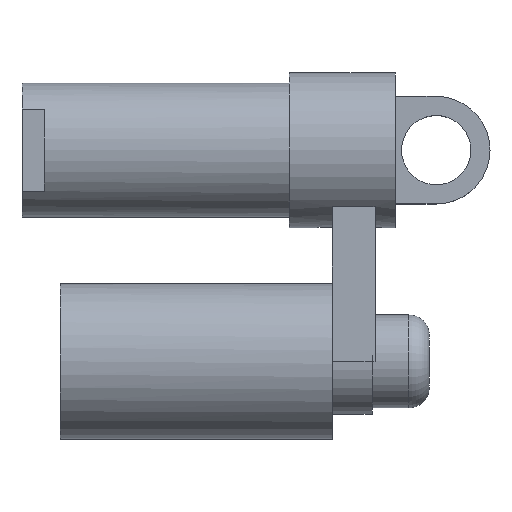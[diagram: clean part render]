
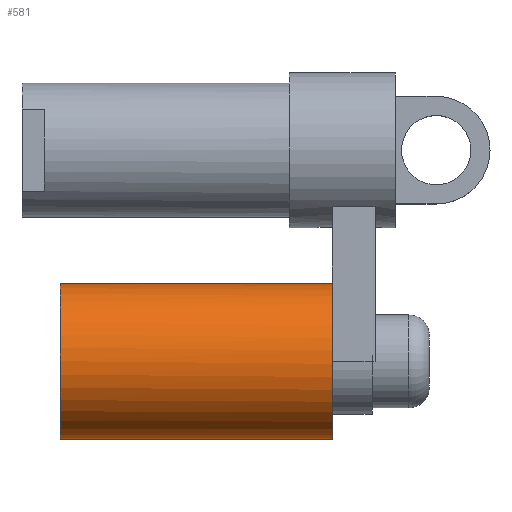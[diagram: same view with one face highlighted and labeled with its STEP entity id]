
A CAD part, top view. The second image highlights one B-rep face of the part: STEP entity #581.
In plain terms, the highlighted cylindrical face has radius 19.1 mm (diameter 38.2 mm), a full revolution.
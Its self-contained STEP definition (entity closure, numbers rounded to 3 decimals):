
#58=FACE_OUTER_BOUND('',#99,.T.);
#99=EDGE_LOOP('',(#431,#432,#433,#434,#435,#436));
#152=LINE('',#972,#192);
#192=VECTOR('',#770,19.1);
#228=CIRCLE('',#647,19.1);
#229=CIRCLE('',#651,19.1);
#230=CIRCLE('',#652,19.1);
#231=CIRCLE('',#653,19.1);
#272=VERTEX_POINT('',#946);
#273=VERTEX_POINT('',#948);
#280=VERTEX_POINT('',#968);
#281=VERTEX_POINT('',#971);
#331=EDGE_CURVE('',#273,#272,#228,.T.);
#340=EDGE_CURVE('',#272,#280,#229,.T.);
#341=EDGE_CURVE('',#280,#273,#230,.T.);
#342=EDGE_CURVE('',#280,#281,#152,.T.);
#343=EDGE_CURVE('',#281,#281,#231,.T.);
#431=ORIENTED_EDGE('',*,*,#340,.F.);
#432=ORIENTED_EDGE('',*,*,#331,.F.);
#433=ORIENTED_EDGE('',*,*,#341,.F.);
#434=ORIENTED_EDGE('',*,*,#342,.T.);
#435=ORIENTED_EDGE('',*,*,#343,.T.);
#436=ORIENTED_EDGE('',*,*,#342,.F.);
#563=CYLINDRICAL_SURFACE('',#650,19.1);
#581=ADVANCED_FACE('',(#58),#563,.T.);
#647=AXIS2_PLACEMENT_3D('',#950,#750,#751);
#650=AXIS2_PLACEMENT_3D('',#967,#764,#765);
#651=AXIS2_PLACEMENT_3D('',#969,#766,#767);
#652=AXIS2_PLACEMENT_3D('',#970,#768,#769);
#653=AXIS2_PLACEMENT_3D('',#973,#771,#772);
#750=DIRECTION('center_axis',(1.,0.,0.));
#751=DIRECTION('ref_axis',(0.,1.,0.));
#764=DIRECTION('center_axis',(1.,0.,0.));
#765=DIRECTION('ref_axis',(0.,1.,0.));
#766=DIRECTION('center_axis',(1.,0.,0.));
#767=DIRECTION('ref_axis',(0.,0.733,0.681));
#768=DIRECTION('center_axis',(1.,0.,0.));
#769=DIRECTION('ref_axis',(0.,0.733,0.681));
#770=DIRECTION('',(-1.,0.,0.));
#771=DIRECTION('center_axis',(1.,0.,0.));
#772=DIRECTION('ref_axis',(0.,1.,0.));
#946=CARTESIAN_POINT('',(66.74,13.993,13.));
#948=CARTESIAN_POINT('',(66.74,13.993,-13.));
#950=CARTESIAN_POINT('Origin',(66.74,0.,0.));
#967=CARTESIAN_POINT('Origin',(33.37,0.,0.));
#968=CARTESIAN_POINT('',(66.74,-19.1,0.));
#969=CARTESIAN_POINT('Origin',(66.74,0.,0.));
#970=CARTESIAN_POINT('Origin',(66.74,0.,0.));
#971=CARTESIAN_POINT('',(0.,-19.1,0.));
#972=CARTESIAN_POINT('',(33.37,-19.1,0.));
#973=CARTESIAN_POINT('Origin',(0.,0.,0.));
